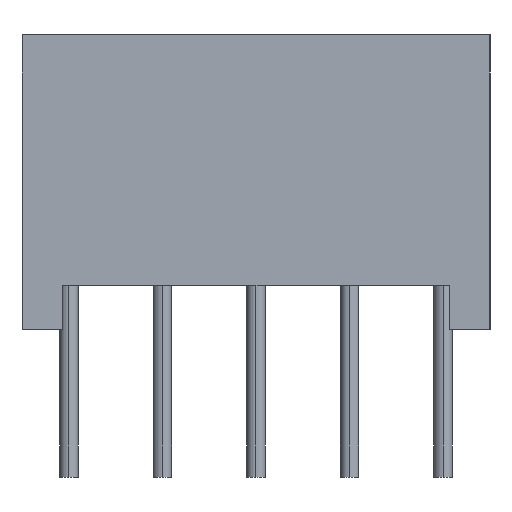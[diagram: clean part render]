
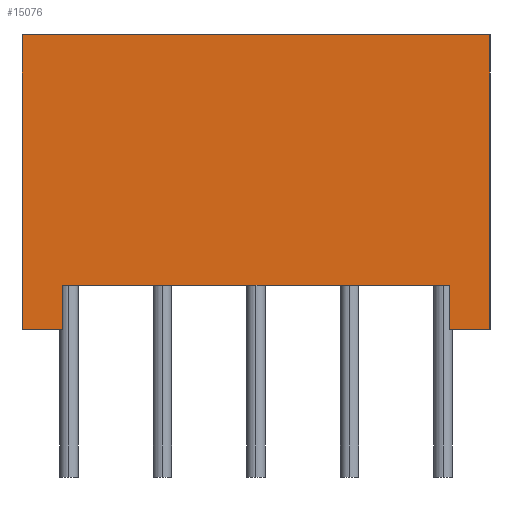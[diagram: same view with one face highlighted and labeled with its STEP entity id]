
A CAD part, front view. The second image highlights one B-rep face of the part: STEP entity #15076.
In plain terms, the highlighted face is planar.
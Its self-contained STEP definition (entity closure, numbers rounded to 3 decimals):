
#6561 = CARTESIAN_POINT ( 'NONE',  ( 6.35, -8., 9.525 ) ) ;
#6709 = CARTESIAN_POINT ( 'NONE',  ( 5.25, -8., 9.525 ) ) ;
#6710 = DIRECTION ( 'NONE',  ( 1., 0., 0. ) ) ;
#6711 = VECTOR ( 'NONE', #6710, 1000. ) ;
#6712 = CARTESIAN_POINT ( 'NONE',  ( -6.35, -8., 9.525 ) ) ;
#6713 = LINE ( 'NONE', #6712, #6711 ) ;
#6755 = CARTESIAN_POINT ( 'NONE',  ( 6.35, 0., 9.525 ) ) ;
#6756 = DIRECTION ( 'NONE',  ( -1., 0., 0. ) ) ;
#6757 = VECTOR ( 'NONE', #6756, 1000. ) ;
#6758 = CARTESIAN_POINT ( 'NONE',  ( -6.35, 0., 9.525 ) ) ;
#6759 = LINE ( 'NONE', #6758, #6757 ) ;
#6761 = CARTESIAN_POINT ( 'NONE',  ( -6.35, 0., 9.525 ) ) ;
#6798 = CARTESIAN_POINT ( 'NONE',  ( -5.25, -8., 9.525 ) ) ;
#6846 = DIRECTION ( 'NONE',  ( 1., 0., 0. ) ) ;
#6847 = VECTOR ( 'NONE', #6846, 1000. ) ;
#6848 = CARTESIAN_POINT ( 'NONE',  ( -6.35, -8., 9.525 ) ) ;
#6849 = LINE ( 'NONE', #6848, #6847 ) ;
#6889 = CARTESIAN_POINT ( 'NONE',  ( -6.35, -8., 9.525 ) ) ;
#6962 = CARTESIAN_POINT ( 'NONE',  ( 5.25, -4., 9.525 ) ) ;
#6963 = LINE ( 'NONE', #6962, #7212 ) ;
#7155 = DIRECTION ( 'NONE',  ( 0., 1., 0. ) ) ;
#7156 = VECTOR ( 'NONE', #7155, 1000. ) ;
#7157 = CARTESIAN_POINT ( 'NONE',  ( 6.35, -8., 9.525 ) ) ;
#7158 = LINE ( 'NONE', #7157, #7156 ) ;
#7208 = DIRECTION ( 'NONE',  ( 0., -1., 0. ) ) ;
#7212 = VECTOR ( 'NONE', #7208, 1000. ) ;
#7356 = DIRECTION ( 'NONE',  ( 0., -1., 0. ) ) ;
#7357 = VECTOR ( 'NONE', #7356, 1000. ) ;
#7358 = CARTESIAN_POINT ( 'NONE',  ( -6.35, -8., 9.525 ) ) ;
#7359 = LINE ( 'NONE', #7358, #7357 ) ;
#7437 = CARTESIAN_POINT ( 'NONE',  ( 5.25, -6.8, 9.525 ) ) ;
#7498 = FACE_OUTER_BOUND ( 'NONE', #15077, .T. ) ;
#7499 = DIRECTION ( 'NONE',  ( 0., 1., 0. ) ) ;
#7500 = VECTOR ( 'NONE', #7499, 1000. ) ;
#7501 = CARTESIAN_POINT ( 'NONE',  ( -5.25, -8., 9.525 ) ) ;
#7502 = LINE ( 'NONE', #7501, #7500 ) ;
#7504 = CARTESIAN_POINT ( 'NONE',  ( -5.25, -6.8, 9.525 ) ) ;
#7529 = DIRECTION ( 'NONE',  ( 1., 0., 0. ) ) ;
#7530 = DIRECTION ( 'NONE',  ( 0., 0., 1. ) ) ;
#7531 = CARTESIAN_POINT ( 'NONE',  ( -6.35, -8., 9.525 ) ) ;
#7532 = AXIS2_PLACEMENT_3D ( 'NONE', #7531, #7530, #7529 ) ;
#7533 = PLANE ( 'NONE',  #7532 ) ;
#7703 = DIRECTION ( 'NONE',  ( 1., 0., 0. ) ) ;
#7704 = VECTOR ( 'NONE', #7703, 1000. ) ;
#7705 = CARTESIAN_POINT ( 'NONE',  ( -11.816, -6.8, 9.525 ) ) ;
#7707 = LINE ( 'NONE', #7705, #7704 ) ;
#14456 = VERTEX_POINT ( 'NONE', #6561 ) ;
#14541 = EDGE_CURVE ( 'NONE', #14542, #14456, #6713, .T. ) ;
#14542 = VERTEX_POINT ( 'NONE', #6709 ) ;
#14571 = VERTEX_POINT ( 'NONE', #6761 ) ;
#14574 = EDGE_CURVE ( 'NONE', #14575, #14571, #6759, .T. ) ;
#14575 = VERTEX_POINT ( 'NONE', #6755 ) ;
#14604 = VERTEX_POINT ( 'NONE', #6798 ) ;
#14606 = EDGE_CURVE ( 'NONE', #14620, #14604, #6849, .T. ) ;
#14620 = VERTEX_POINT ( 'NONE', #6889 ) ;
#14797 = EDGE_CURVE ( 'NONE', #14456, #14575, #7158, .T. ) ;
#15034 = EDGE_CURVE ( 'NONE', #14571, #14620, #7359, .T. ) ;
#15058 = VERTEX_POINT ( 'NONE', #7437 ) ;
#15059 = ORIENTED_EDGE ( 'NONE', *, *, #15060, .T. ) ;
#15060 = EDGE_CURVE ( 'NONE', #15058, #14542, #6963, .T. ) ;
#15061 = ORIENTED_EDGE ( 'NONE', *, *, #14541, .T. ) ;
#15062 = ORIENTED_EDGE ( 'NONE', *, *, #14797, .T. ) ;
#15063 = ORIENTED_EDGE ( 'NONE', *, *, #14574, .T. ) ;
#15071 = VERTEX_POINT ( 'NONE', #7504 ) ;
#15073 = EDGE_CURVE ( 'NONE', #14604, #15071, #7502, .T. ) ;
#15076 = ADVANCED_FACE ( 'NONE', ( #7498 ), #7533, .T. ) ;
#15077 = EDGE_LOOP ( 'NONE', ( #15078, #15079, #15080, #15135, #15059, #15061, #15062, #15063 ) ) ;
#15078 = ORIENTED_EDGE ( 'NONE', *, *, #15034, .T. ) ;
#15079 = ORIENTED_EDGE ( 'NONE', *, *, #14606, .T. ) ;
#15080 = ORIENTED_EDGE ( 'NONE', *, *, #15073, .T. ) ;
#15135 = ORIENTED_EDGE ( 'NONE', *, *, #15136, .T. ) ;
#15136 = EDGE_CURVE ( 'NONE', #15071, #15058, #7707, .T. ) ;
